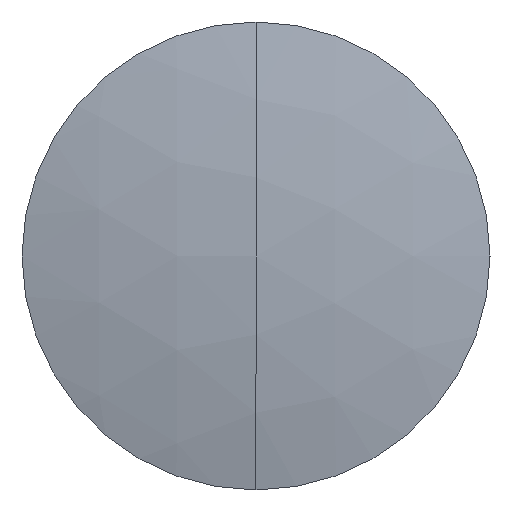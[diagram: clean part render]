
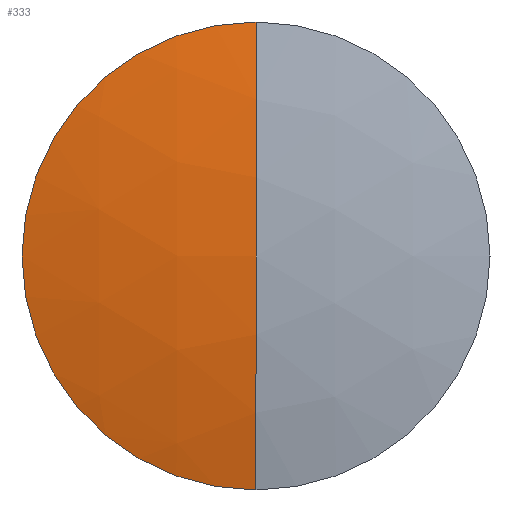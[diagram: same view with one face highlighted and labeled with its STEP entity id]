
A CAD part, left-side view. The second image highlights one B-rep face of the part: STEP entity #333.
In plain terms, the highlighted spherical face has radius 109.7 mm.
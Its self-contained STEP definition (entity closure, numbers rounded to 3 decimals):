
#43 = DIRECTION ( 'NONE',  ( 0., -1., 0. ) ) ;
#55 = AXIS2_PLACEMENT_3D ( 'NONE', #347, #324, #190 ) ;
#61 = CIRCLE ( 'NONE', #168, 109.7 ) ;
#68 = CARTESIAN_POINT ( 'NONE',  ( 337.539, 0., -25.4 ) ) ;
#69 = DIRECTION ( 'NONE',  ( 0., 0., -1. ) ) ;
#89 = AXIS2_PLACEMENT_3D ( 'NONE', #292, #43, #69 ) ;
#107 = DIRECTION ( 'NONE',  ( 0., 0., 1. ) ) ;
#142 = EDGE_LOOP ( 'NONE', ( #170, #273, #314 ) ) ;
#146 = VERTEX_POINT ( 'NONE', #155 ) ;
#155 = CARTESIAN_POINT ( 'NONE',  ( 334.557, 0., 0. ) ) ;
#162 = DIRECTION ( 'NONE',  ( 0., 0., 1. ) ) ;
#164 = DIRECTION ( 'NONE',  ( 0., 1., 0. ) ) ;
#168 = AXIS2_PLACEMENT_3D ( 'NONE', #327, #329, #107 ) ;
#169 = CIRCLE ( 'NONE', #89, 109.7 ) ;
#170 = ORIENTED_EDGE ( 'NONE', *, *, #266, .T. ) ;
#188 = CARTESIAN_POINT ( 'NONE',  ( 337.539, 0., 25.4 ) ) ;
#190 = DIRECTION ( 'NONE',  ( 0., 0., 1. ) ) ;
#191 = FACE_OUTER_BOUND ( 'NONE', #142, .T. ) ;
#195 = CARTESIAN_POINT ( 'NONE',  ( 444.257, 0., 0. ) ) ;
#222 = CIRCLE ( 'NONE', #55, 25.4 ) ;
#250 = SPHERICAL_SURFACE ( 'NONE', #263, 109.7 ) ;
#263 = AXIS2_PLACEMENT_3D ( 'NONE', #195, #164, #162 ) ;
#266 = EDGE_CURVE ( 'NONE', #331, #321, #222, .T. ) ;
#273 = ORIENTED_EDGE ( 'NONE', *, *, #315, .T. ) ;
#279 = EDGE_CURVE ( 'NONE', #331, #146, #169, .T. ) ;
#292 = CARTESIAN_POINT ( 'NONE',  ( 444.257, 0., 0. ) ) ;
#314 = ORIENTED_EDGE ( 'NONE', *, *, #279, .F. ) ;
#315 = EDGE_CURVE ( 'NONE', #321, #146, #61, .T. ) ;
#321 = VERTEX_POINT ( 'NONE', #68 ) ;
#324 = DIRECTION ( 'NONE',  ( -1., 0., 0. ) ) ;
#327 = CARTESIAN_POINT ( 'NONE',  ( 444.257, 0., 0. ) ) ;
#329 = DIRECTION ( 'NONE',  ( 0., 1., 0. ) ) ;
#331 = VERTEX_POINT ( 'NONE', #188 ) ;
#333 = ADVANCED_FACE ( 'NONE', ( #191 ), #250, .T. ) ;
#347 = CARTESIAN_POINT ( 'NONE',  ( 337.539, 0., 0. ) ) ;
